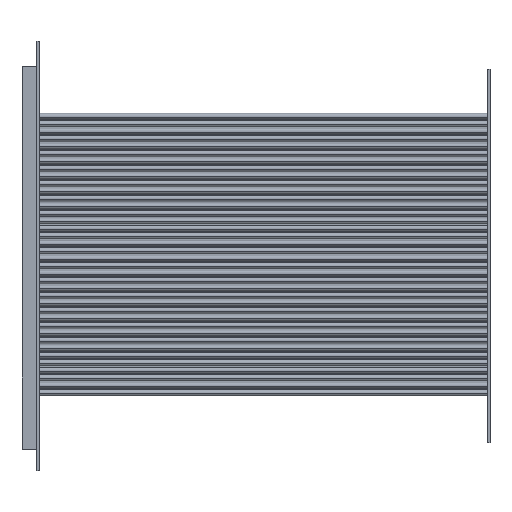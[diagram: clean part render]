
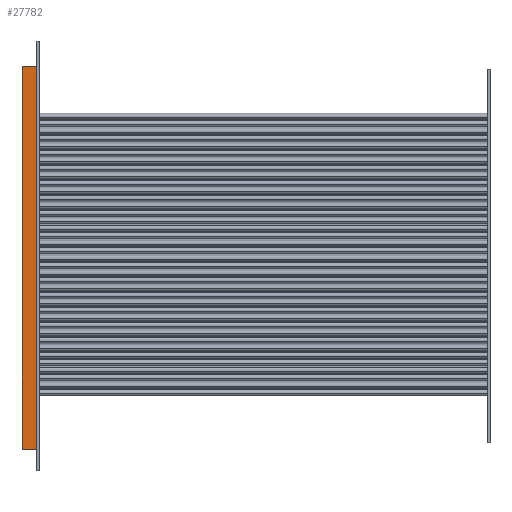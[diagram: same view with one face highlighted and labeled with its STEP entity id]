
A CAD part, top view. The second image highlights one B-rep face of the part: STEP entity #27782.
In plain terms, the highlighted face is planar.
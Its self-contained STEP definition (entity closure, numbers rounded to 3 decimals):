
#1143 = ORIENTED_EDGE ( 'NONE', *, *, #22556, .T. ) ;
#4743 = DIRECTION ( 'NONE',  ( -1., 0., 0. ) ) ;
#6415 = CARTESIAN_POINT ( 'NONE',  ( 8.39, 31.711, 5.787 ) ) ;
#7408 = CARTESIAN_POINT ( 'NONE',  ( 8.39, 31.711, 5.787 ) ) ;
#8794 = CARTESIAN_POINT ( 'NONE',  ( 8.39, 31.711, 5.787 ) ) ;
#8972 = VERTEX_POINT ( 'NONE', #7408 ) ;
#9105 = VERTEX_POINT ( 'NONE', #31846 ) ;
#10162 = LINE ( 'NONE', #8794, #50557 ) ;
#10361 = DIRECTION ( 'NONE',  ( 0., 0., -1. ) ) ;
#11855 = ORIENTED_EDGE ( 'NONE', *, *, #29139, .F. ) ;
#12076 = DIRECTION ( 'NONE',  ( -1., 0., 0. ) ) ;
#12752 = DIRECTION ( 'NONE',  ( 0., 0., -1. ) ) ;
#14367 = VERTEX_POINT ( 'NONE', #41184 ) ;
#15454 = FACE_OUTER_BOUND ( 'NONE', #46726, .T. ) ;
#17940 = EDGE_CURVE ( 'NONE', #9105, #14367, #50566, .T. ) ;
#22556 = EDGE_CURVE ( 'NONE', #23811, #9105, #39752, .T. ) ;
#23422 = CARTESIAN_POINT ( 'NONE',  ( 136.39, 31.711, 5.787 ) ) ;
#23493 = AXIS2_PLACEMENT_3D ( 'NONE', #6415, #33789, #10361 ) ;
#23644 = ORIENTED_EDGE ( 'NONE', *, *, #17940, .T. ) ;
#23811 = VERTEX_POINT ( 'NONE', #23422 ) ;
#24576 = EDGE_CURVE ( 'NONE', #8972, #14367, #10162, .T. ) ;
#27734 = VECTOR ( 'NONE', #4743, 1000. ) ;
#27782 = ADVANCED_FACE ( 'NONE', ( #15454 ), #37552, .F. ) ;
#29139 = EDGE_CURVE ( 'NONE', #23811, #8972, #38130, .T. ) ;
#30957 = VECTOR ( 'NONE', #12076, 1000. ) ;
#30965 = ORIENTED_EDGE ( 'NONE', *, *, #24576, .F. ) ;
#31846 = CARTESIAN_POINT ( 'NONE',  ( 136.39, 31.711, 0.787 ) ) ;
#33789 = DIRECTION ( 'NONE',  ( 0., -1., 0. ) ) ;
#37552 = PLANE ( 'NONE',  #23493 ) ;
#38130 = LINE ( 'NONE', #43784, #27734 ) ;
#39752 = LINE ( 'NONE', #45979, #48951 ) ;
#41184 = CARTESIAN_POINT ( 'NONE',  ( 8.39, 31.711, 0.787 ) ) ;
#43784 = CARTESIAN_POINT ( 'NONE',  ( 8.39, 31.711, 5.787 ) ) ;
#45979 = CARTESIAN_POINT ( 'NONE',  ( 136.39, 31.711, 5.787 ) ) ;
#46726 = EDGE_LOOP ( 'NONE', ( #23644, #30965, #11855, #1143 ) ) ;
#47325 = CARTESIAN_POINT ( 'NONE',  ( 8.39, 31.711, 0.787 ) ) ;
#48951 = VECTOR ( 'NONE', #49892, 1000. ) ;
#49892 = DIRECTION ( 'NONE',  ( 0., 0., -1. ) ) ;
#50557 = VECTOR ( 'NONE', #12752, 1000. ) ;
#50566 = LINE ( 'NONE', #47325, #30957 ) ;
